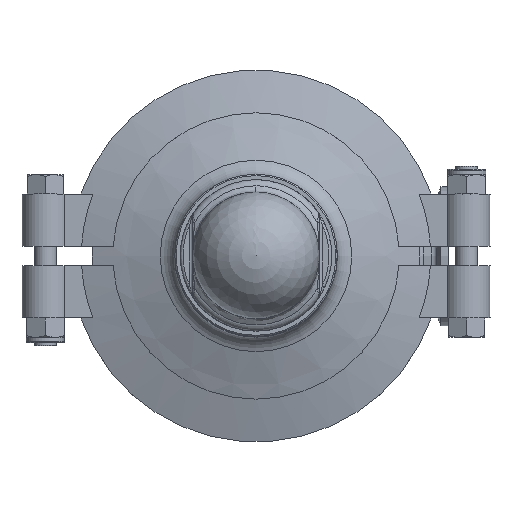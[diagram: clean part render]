
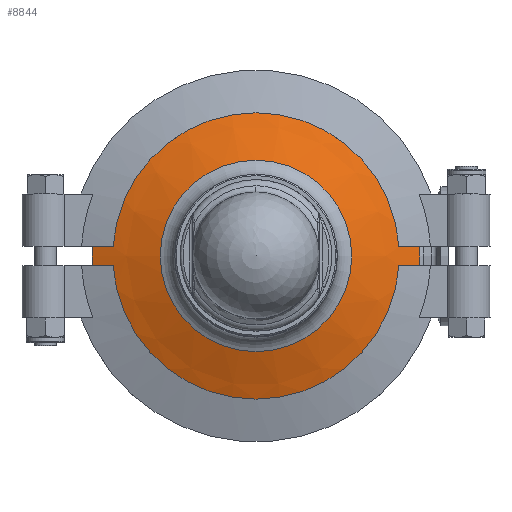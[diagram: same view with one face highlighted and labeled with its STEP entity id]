
A CAD part, top view. The second image highlights one B-rep face of the part: STEP entity #8844.
In plain terms, the highlighted conical face has half-angle 70 degrees and reference radius 29.75 mm.
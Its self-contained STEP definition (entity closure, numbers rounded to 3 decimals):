
#64=(
BOUNDED_CURVE()
B_SPLINE_CURVE(2,(#19518,#19519,#19520),.UNSPECIFIED.,.F.,.F.)
B_SPLINE_CURVE_WITH_KNOTS((3,3),(0.674,1.406),
 .UNSPECIFIED.)
CURVE()
GEOMETRIC_REPRESENTATION_ITEM()
RATIONAL_B_SPLINE_CURVE((1.004,1.004,1.))
REPRESENTATION_ITEM('')
);
#71=(
BOUNDED_CURVE()
B_SPLINE_CURVE(2,(#19569,#19570,#19571),.UNSPECIFIED.,.F.,.F.)
B_SPLINE_CURVE_WITH_KNOTS((3,3),(0.,0.732),.UNSPECIFIED.)
CURVE()
GEOMETRIC_REPRESENTATION_ITEM()
RATIONAL_B_SPLINE_CURVE((1.,1.004,1.004))
REPRESENTATION_ITEM('')
);
#123=(
BOUNDED_CURVE()
B_SPLINE_CURVE(2,(#20004,#20005,#20006),.UNSPECIFIED.,.F.,.F.)
B_SPLINE_CURVE_WITH_KNOTS((3,3),(0.,0.732),.UNSPECIFIED.)
CURVE()
GEOMETRIC_REPRESENTATION_ITEM()
RATIONAL_B_SPLINE_CURVE((1.,1.004,1.004))
REPRESENTATION_ITEM('')
);
#128=(
BOUNDED_CURVE()
B_SPLINE_CURVE(2,(#20078,#20079,#20080),.UNSPECIFIED.,.F.,.F.)
B_SPLINE_CURVE_WITH_KNOTS((3,3),(0.674,1.406),
 .UNSPECIFIED.)
CURVE()
GEOMETRIC_REPRESENTATION_ITEM()
RATIONAL_B_SPLINE_CURVE((1.004,1.004,1.))
REPRESENTATION_ITEM('')
);
#927=CIRCLE('',#9845,52.218);
#930=CIRCLE('',#9853,34.764);
#931=CIRCLE('',#9854,59.5);
#932=CIRCLE('',#9855,59.5);
#933=CIRCLE('',#9856,52.218);
#934=CIRCLE('',#9857,59.5);
#1069=CONICAL_SURFACE('',#9852,29.75,1.222);
#1541=FACE_OUTER_BOUND('',#2100,.T.);
#2100=EDGE_LOOP('',(#7507,#7508,#7509,#7510,#7511,#7512,#7513,#7514,#7515,
#7516,#7517,#7518));
#2541=LINE('',#20072,#2953);
#2953=VECTOR('',#12168,29.75);
#3791=VERTEX_POINT('',#19515);
#3792=VERTEX_POINT('',#19517);
#3801=VERTEX_POINT('',#19545);
#3809=VERTEX_POINT('',#19565);
#3909=VERTEX_POINT('',#19999);
#3910=VERTEX_POINT('',#20003);
#3923=VERTEX_POINT('',#20069);
#3924=VERTEX_POINT('',#20071);
#3925=VERTEX_POINT('',#20075);
#3926=VERTEX_POINT('',#20077);
#4929=EDGE_CURVE('',#3792,#3791,#64,.T.);
#4948=EDGE_CURVE('',#3801,#3809,#71,.T.);
#5110=EDGE_CURVE('',#3910,#3909,#123,.T.);
#5135=EDGE_CURVE('',#3909,#3792,#927,.T.);
#5138=EDGE_CURVE('',#3923,#3923,#930,.T.);
#5139=EDGE_CURVE('',#3923,#3924,#2541,.T.);
#5140=EDGE_CURVE('',#3924,#3910,#931,.T.);
#5141=EDGE_CURVE('',#3791,#3801,#932,.T.);
#5142=EDGE_CURVE('',#3809,#3925,#933,.T.);
#5143=EDGE_CURVE('',#3925,#3926,#128,.T.);
#5144=EDGE_CURVE('',#3926,#3924,#934,.T.);
#7507=ORIENTED_EDGE('',*,*,#5138,.F.);
#7508=ORIENTED_EDGE('',*,*,#5139,.T.);
#7509=ORIENTED_EDGE('',*,*,#5140,.T.);
#7510=ORIENTED_EDGE('',*,*,#5110,.T.);
#7511=ORIENTED_EDGE('',*,*,#5135,.T.);
#7512=ORIENTED_EDGE('',*,*,#4929,.T.);
#7513=ORIENTED_EDGE('',*,*,#5141,.T.);
#7514=ORIENTED_EDGE('',*,*,#4948,.T.);
#7515=ORIENTED_EDGE('',*,*,#5142,.T.);
#7516=ORIENTED_EDGE('',*,*,#5143,.T.);
#7517=ORIENTED_EDGE('',*,*,#5144,.T.);
#7518=ORIENTED_EDGE('',*,*,#5139,.F.);
#8844=ADVANCED_FACE('',(#1541),#1069,.T.);
#9845=AXIS2_PLACEMENT_3D('',#20061,#12150,#12151);
#9852=AXIS2_PLACEMENT_3D('',#20068,#12164,#12165);
#9853=AXIS2_PLACEMENT_3D('',#20070,#12166,#12167);
#9854=AXIS2_PLACEMENT_3D('',#20073,#12169,#12170);
#9855=AXIS2_PLACEMENT_3D('',#20074,#12171,#12172);
#9856=AXIS2_PLACEMENT_3D('',#20076,#12173,#12174);
#9857=AXIS2_PLACEMENT_3D('',#20081,#12175,#12176);
#12150=DIRECTION('center_axis',(0.,0.,1.));
#12151=DIRECTION('ref_axis',(-1.,0.,0.));
#12164=DIRECTION('center_axis',(0.,0.,-1.));
#12165=DIRECTION('ref_axis',(1.,0.,0.));
#12166=DIRECTION('center_axis',(0.,0.,1.));
#12167=DIRECTION('ref_axis',(-1.,0.,0.));
#12168=DIRECTION('',(-0.94,0.,-0.342));
#12169=DIRECTION('center_axis',(0.,0.,1.));
#12170=DIRECTION('ref_axis',(1.,0.,0.));
#12171=DIRECTION('center_axis',(0.,0.,1.));
#12172=DIRECTION('ref_axis',(1.,0.,0.));
#12173=DIRECTION('center_axis',(0.,0.,1.));
#12174=DIRECTION('ref_axis',(1.,0.,0.));
#12175=DIRECTION('center_axis',(0.,0.,1.));
#12176=DIRECTION('ref_axis',(1.,0.,0.));
#19515=CARTESIAN_POINT('',(59.397,-3.5,138.7));
#19517=CARTESIAN_POINT('',(52.101,-3.5,141.35));
#19518=CARTESIAN_POINT('Ctrl Pts',(52.101,-3.5,141.35));
#19519=CARTESIAN_POINT('Ctrl Pts',(55.511,-3.5,140.112));
#19520=CARTESIAN_POINT('Ctrl Pts',(59.397,-3.5,138.7));
#19545=CARTESIAN_POINT('',(59.397,3.5,138.7));
#19565=CARTESIAN_POINT('',(52.101,3.5,141.35));
#19569=CARTESIAN_POINT('Ctrl Pts',(59.397,3.5,138.7));
#19570=CARTESIAN_POINT('Ctrl Pts',(55.511,3.5,140.112));
#19571=CARTESIAN_POINT('Ctrl Pts',(52.101,3.5,141.35));
#19999=CARTESIAN_POINT('',(-52.101,-3.5,141.35));
#20003=CARTESIAN_POINT('',(-59.397,-3.5,138.7));
#20004=CARTESIAN_POINT('Ctrl Pts',(-59.397,-3.5,138.7));
#20005=CARTESIAN_POINT('Ctrl Pts',(-55.511,-3.5,140.112));
#20006=CARTESIAN_POINT('Ctrl Pts',(-52.101,-3.5,141.35));
#20061=CARTESIAN_POINT('Origin',(0.,0.,141.35));
#20068=CARTESIAN_POINT('Origin',(0.,0.,149.528));
#20069=CARTESIAN_POINT('',(-34.764,0.,147.703));
#20070=CARTESIAN_POINT('Origin',(0.,0.,147.703));
#20071=CARTESIAN_POINT('',(-59.5,0.,138.7));
#20072=CARTESIAN_POINT('',(-29.75,0.,149.528));
#20073=CARTESIAN_POINT('Origin',(0.,0.,138.7));
#20074=CARTESIAN_POINT('Origin',(0.,0.,138.7));
#20075=CARTESIAN_POINT('',(-52.101,3.5,141.35));
#20076=CARTESIAN_POINT('Origin',(0.,0.,141.35));
#20077=CARTESIAN_POINT('',(-59.397,3.5,138.7));
#20078=CARTESIAN_POINT('Ctrl Pts',(-52.101,3.5,141.35));
#20079=CARTESIAN_POINT('Ctrl Pts',(-55.511,3.5,140.112));
#20080=CARTESIAN_POINT('Ctrl Pts',(-59.397,3.5,138.7));
#20081=CARTESIAN_POINT('Origin',(0.,0.,138.7));
